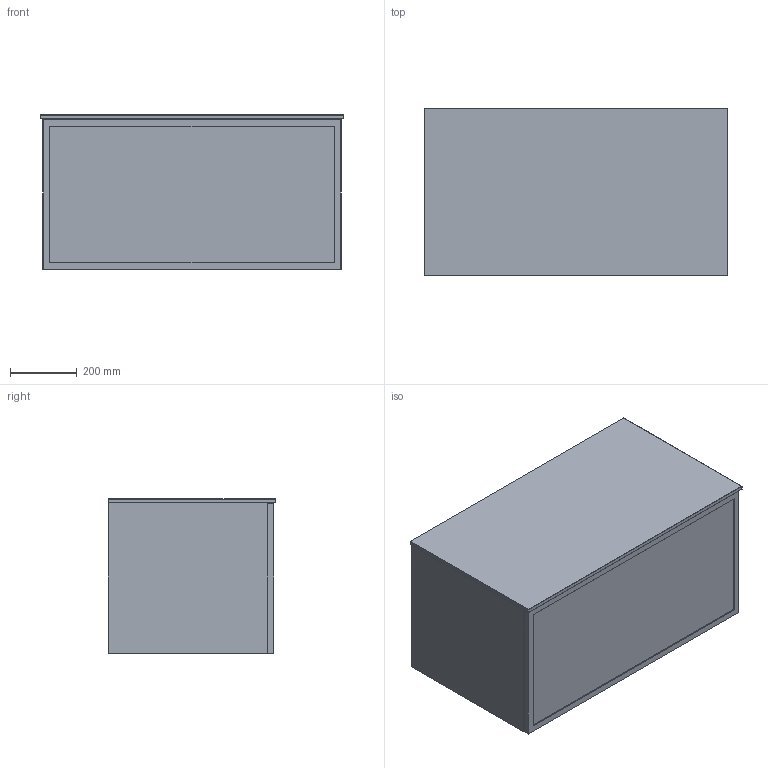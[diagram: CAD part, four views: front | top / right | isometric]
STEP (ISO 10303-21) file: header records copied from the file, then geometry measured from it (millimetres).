
FILE_DESCRIPTION(/* description */ (''),/* implementation_level */ '2;1');
FILE_NAME(/* name */ 'Kado Lux Slim 900 (12MM)',/* time_stamp */ '2025-07-09T15:05:27+10:00',/* author */ (''),/* organization */ (''),/* preprocessor_version */ 'ST-DEVELOPER v16.5',/* originating_system */ '',/* authorisation */ '');
FILE_SCHEMA (('AUTOMOTIVE_DESIGN'));
Length unit declared in the file: millimetre
Products named in the file (10): Document; Kado Lux Slim 900 (12MM); Kado Lux Slim ALL7; Kado Lux Slim 900; Kado Lux Slim Carcass 900; Lux Slim Drawer Front 8905; Lux Slim Drawer Front 89023; 12MM Benchtops (All-Drawer)6; 900 Benchtop (12MM) Lux Slim4; 900 Benchtop (12MM) Lux Slim
Assembly tree (9 placements, depth 6):
  Document
    Kado Lux Slim 900 (12MM)
      Kado Lux Slim ALL7
        Kado Lux Slim 900
          Kado Lux Slim Carcass 900
          Lux Slim Drawer Front 8905
            Lux Slim Drawer Front 89023
      12MM Benchtops (All-Drawer)6
        900 Benchtop (12MM) Lux Slim4
          900 Benchtop (12MM) Lux Slim
Bounding box: 905 x 500 x 462 mm (x, y, z)
Volume: 31769383.1 mm3; surface area: 4488497 mm2
Topology: 7 solids, 7 shells, 61 faces, 126 edges, 76 vertices
Faces by surface type: plane 47, cylinder 10, bspline 4
Entity records: 1829 total; most frequent: CARTESIAN_POINT 599, ORIENTED_EDGE 244, EDGE_CURVE 122, B_SPLINE_CURVE_WITH_KNOTS 106, DIRECTION 101, AXIS2_PLACEMENT_3D 79, VERTEX_POINT 76, EDGE_LOOP 62
